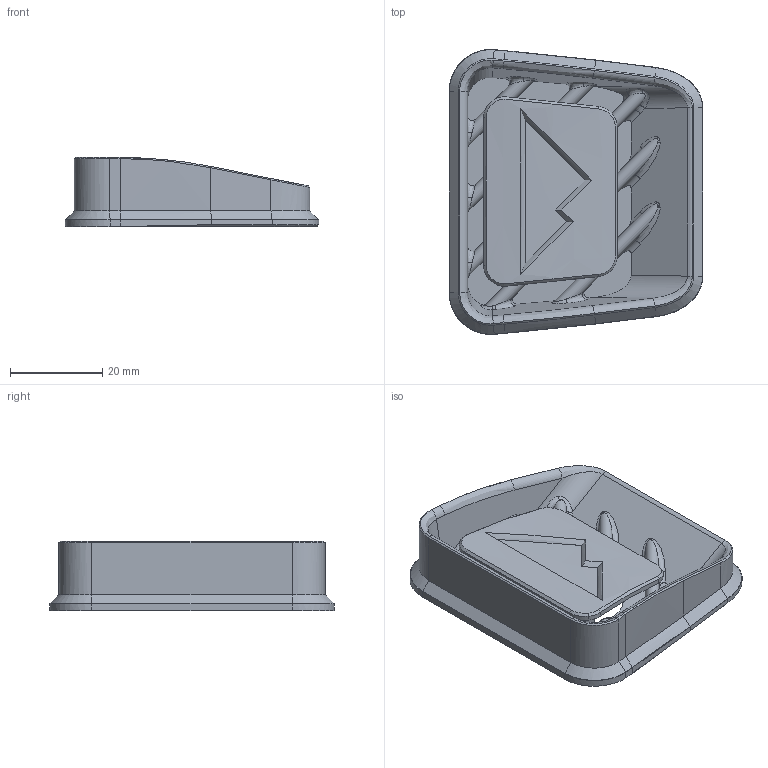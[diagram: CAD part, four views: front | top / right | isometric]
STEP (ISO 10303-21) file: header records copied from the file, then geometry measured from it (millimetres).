
FILE_DESCRIPTION(/* description */ (''),/* implementation_level */ '2;1');
FILE_NAME(/* name */ 'Corner insert (20x30 speaker) v4.step',/* time_stamp */ '2025-01-06T20:12:16+03:00',/* author */ (''),/* organization */ (''),/* preprocessor_version */ 'ST-DEVELOPER v20',/* originating_system */ 'Autodesk Translation Framework v13.14.0.145',/* authorisation */ '');
FILE_SCHEMA (('AUTOMOTIVE_DESIGN { 1 0 10303 214 3 1 1 }'));
Length unit declared in the file: millimetre
Products named in the file (1): Corner insert (20x30 speaker)
Bounding box: 55.01 x 61.74 x 14.98 mm (x, y, z)
Volume: 14363.2 mm3; surface area: 12587.1 mm2
Topology: 2 solids, 2 shells, 289 faces, 699 edges, 428 vertices
Faces by surface type: bspline 124, plane 82, cylinder 62, cone 21
Full cylindrical faces by diameter (mm): 2 x8, 4.5 x6
Entity records: 16624 total; most frequent: CARTESIAN_POINT 10510, ORIENTED_EDGE 1398, DIRECTION 1025, EDGE_CURVE 699, VERTEX_POINT 428, AXIS2_PLACEMENT_3D 364, EDGE_LOOP 305, LINE 297
